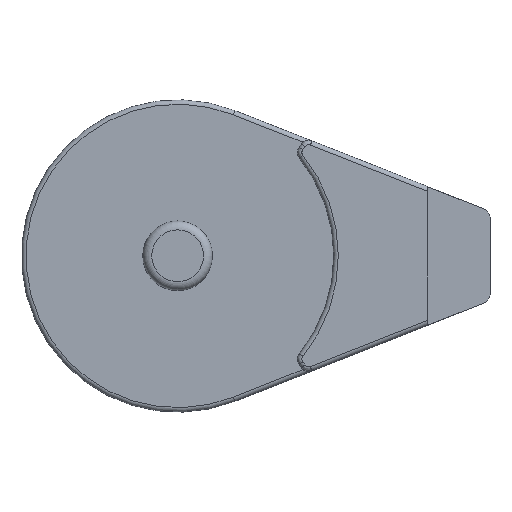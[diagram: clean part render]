
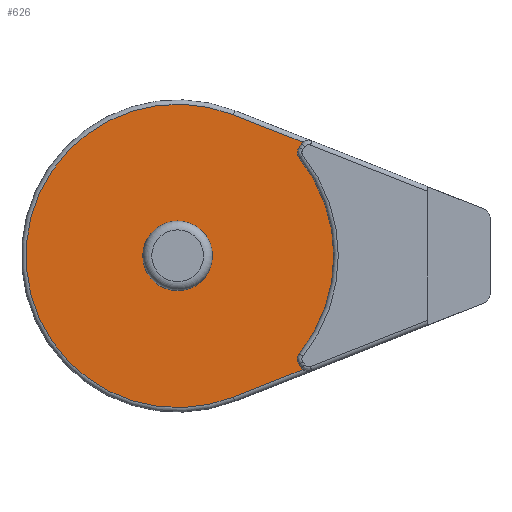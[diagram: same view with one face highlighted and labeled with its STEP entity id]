
A CAD part, top view. The second image highlights one B-rep face of the part: STEP entity #626.
In plain terms, the highlighted planar face has unit normal (0, 0, 1).
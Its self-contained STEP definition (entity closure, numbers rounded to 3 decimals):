
#42=LINE('',#1045,#83);
#43=LINE('',#1063,#84);
#44=LINE('',#1068,#85);
#45=LINE('',#1076,#86);
#83=VECTOR('',#813,10.);
#84=VECTOR('',#824,10.);
#85=VECTOR('',#829,10.);
#86=VECTOR('',#836,10.);
#111=PLANE('',#687);
#140=FACE_BOUND('',#203,.T.);
#159=FACE_OUTER_BOUND('',#202,.T.);
#202=EDGE_LOOP('',(#487,#488,#489,#490,#491,#492,#493,#494,#495,#496));
#203=EDGE_LOOP('',(#497));
#232=CIRCLE('',#657,3.9);
#249=CIRCLE('',#685,17.);
#250=CIRCLE('',#688,1.);
#251=CIRCLE('',#689,1.);
#252=CIRCLE('',#690,17.5);
#253=CIRCLE('',#691,1.);
#254=CIRCLE('',#692,1.);
#278=VERTEX_POINT('',#952);
#299=VERTEX_POINT('',#1031);
#302=VERTEX_POINT('',#1036);
#303=VERTEX_POINT('',#1047);
#304=VERTEX_POINT('',#1052);
#305=VERTEX_POINT('',#1065);
#306=VERTEX_POINT('',#1067);
#307=VERTEX_POINT('',#1069);
#308=VERTEX_POINT('',#1071);
#309=VERTEX_POINT('',#1073);
#310=VERTEX_POINT('',#1075);
#335=EDGE_CURVE('',#278,#278,#232,.T.);
#368=EDGE_CURVE('',#302,#299,#42,.T.);
#371=EDGE_CURVE('',#299,#303,#249,.T.);
#373=EDGE_CURVE('',#303,#304,#43,.T.);
#374=EDGE_CURVE('',#305,#302,#250,.F.);
#375=EDGE_CURVE('',#305,#306,#44,.T.);
#376=EDGE_CURVE('',#307,#306,#251,.F.);
#377=EDGE_CURVE('',#307,#308,#252,.T.);
#378=EDGE_CURVE('',#309,#308,#253,.F.);
#379=EDGE_CURVE('',#309,#310,#45,.T.);
#380=EDGE_CURVE('',#304,#310,#254,.F.);
#487=ORIENTED_EDGE('',*,*,#373,.F.);
#488=ORIENTED_EDGE('',*,*,#371,.F.);
#489=ORIENTED_EDGE('',*,*,#368,.F.);
#490=ORIENTED_EDGE('',*,*,#374,.F.);
#491=ORIENTED_EDGE('',*,*,#375,.T.);
#492=ORIENTED_EDGE('',*,*,#376,.F.);
#493=ORIENTED_EDGE('',*,*,#377,.T.);
#494=ORIENTED_EDGE('',*,*,#378,.F.);
#495=ORIENTED_EDGE('',*,*,#379,.T.);
#496=ORIENTED_EDGE('',*,*,#380,.F.);
#497=ORIENTED_EDGE('',*,*,#335,.T.);
#626=ADVANCED_FACE('',(#159,#140),#111,.T.);
#657=AXIS2_PLACEMENT_3D('',#953,#746,#747);
#685=AXIS2_PLACEMENT_3D('',#1050,#820,#821);
#687=AXIS2_PLACEMENT_3D('',#1064,#825,#826);
#688=AXIS2_PLACEMENT_3D('',#1066,#827,#828);
#689=AXIS2_PLACEMENT_3D('',#1070,#830,#831);
#690=AXIS2_PLACEMENT_3D('',#1072,#832,#833);
#691=AXIS2_PLACEMENT_3D('',#1074,#834,#835);
#692=AXIS2_PLACEMENT_3D('',#1077,#837,#838);
#746=DIRECTION('center_axis',(0.,0.,
-1.));
#747=DIRECTION('ref_axis',(0.,-1.,0.));
#813=DIRECTION('',(-0.93,-0.367,0.));
#820=DIRECTION('center_axis',(0.,0.,
-1.));
#821=DIRECTION('ref_axis',(-1.,0.,0.));
#824=DIRECTION('',(0.93,-0.367,0.));
#825=DIRECTION('center_axis',(0.,0.,
1.));
#826=DIRECTION('ref_axis',(0.,-1.,0.));
#827=DIRECTION('center_axis',(0.,0.,
-1.));
#828=DIRECTION('ref_axis',(-0.282,-0.959,0.));
#829=DIRECTION('',(-0.583,0.812,0.));
#830=DIRECTION('center_axis',(0.,0.,
-1.));
#831=DIRECTION('ref_axis',(-1.,0.027,0.));
#832=DIRECTION('center_axis',(0.,0.,
1.));
#833=DIRECTION('ref_axis',(0.,-1.,0.));
#834=DIRECTION('center_axis',(0.,0.,
-1.));
#835=DIRECTION('ref_axis',(-1.,-0.027,0.));
#836=DIRECTION('',(0.583,0.812,0.));
#837=DIRECTION('center_axis',(0.,0.,
-1.));
#838=DIRECTION('ref_axis',(-0.282,0.959,0.));
#952=CARTESIAN_POINT('',(-160.,2.4,-41.4));
#953=CARTESIAN_POINT('Origin',(-160.,-1.5,-41.4));
#1031=CARTESIAN_POINT('',(-153.759,-17.313,-41.4));
#1036=CARTESIAN_POINT('',(-145.942,-14.228,-41.4));
#1045=CARTESIAN_POINT('',(-135.686,-10.18,-41.4));
#1047=CARTESIAN_POINT('',(-153.759,14.313,-41.4));
#1050=CARTESIAN_POINT('Origin',(-160.,-1.5,-41.4));
#1052=CARTESIAN_POINT('',(-145.942,11.228,-41.4));
#1063=CARTESIAN_POINT('',(-149.974,12.819,-41.4));
#1064=CARTESIAN_POINT('Origin',(-151.25,-1.5,-41.4));
#1065=CARTESIAN_POINT('',(-146.132,-14.028,-41.4));
#1066=CARTESIAN_POINT('Origin',(-145.32,-13.445,-41.4));
#1067=CARTESIAN_POINT('',(-146.39,-13.67,-41.4));
#1068=CARTESIAN_POINT('',(-150.327,-8.189,-41.4));
#1069=CARTESIAN_POINT('',(-146.357,-12.46,-41.4));
#1070=CARTESIAN_POINT('Origin',(-145.578,-13.087,-41.4));
#1071=CARTESIAN_POINT('',(-146.357,9.46,-41.4));
#1072=CARTESIAN_POINT('Origin',(-160.,-1.5,-41.4));
#1073=CARTESIAN_POINT('',(-146.39,10.67,-41.4));
#1074=CARTESIAN_POINT('Origin',(-145.578,10.087,-41.4));
#1075=CARTESIAN_POINT('',(-146.132,11.028,-41.4));
#1076=CARTESIAN_POINT('',(-149.745,6.001,-41.4));
#1077=CARTESIAN_POINT('Origin',(-145.32,10.445,-41.4));
